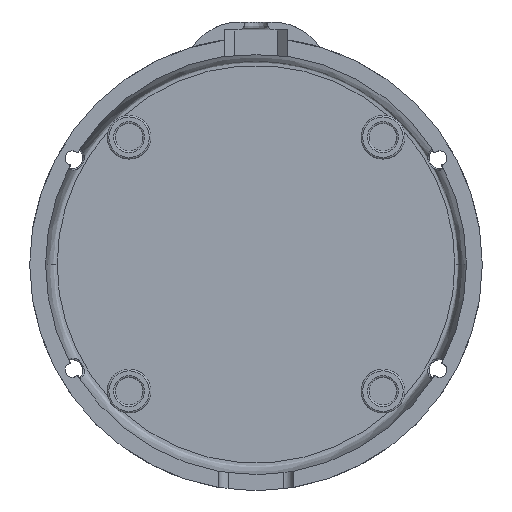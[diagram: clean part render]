
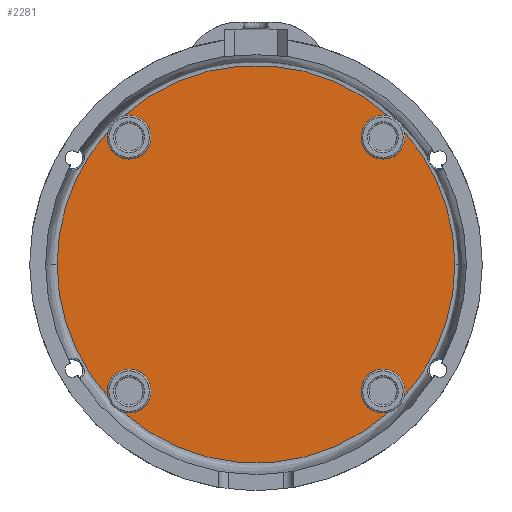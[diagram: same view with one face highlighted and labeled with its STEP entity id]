
A CAD part, top view. The second image highlights one B-rep face of the part: STEP entity #2281.
In plain terms, the highlighted planar face has unit normal (0, 0, 1).
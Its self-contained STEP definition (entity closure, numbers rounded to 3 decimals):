
#146=PLANE('',#2492);
#301=FACE_OUTER_BOUND('',#442,.T.);
#442=EDGE_LOOP('',(#2066,#2067,#2068,#2069,#2070,#2071,#2072,#2073,#2074,
#2075,#2076,#2077,#2078,#2079));
#643=CIRCLE('',#2304,25.06);
#645=CIRCLE('',#2306,25.06);
#647=CIRCLE('',#2308,25.06);
#665=CIRCLE('',#2329,25.06);
#667=CIRCLE('',#2331,25.06);
#669=CIRCLE('',#2333,25.06);
#722=CIRCLE('',#2427,2.75);
#725=CIRCLE('',#2430,2.75);
#731=CIRCLE('',#2439,2.75);
#734=CIRCLE('',#2442,2.75);
#740=CIRCLE('',#2451,2.75);
#743=CIRCLE('',#2454,2.75);
#749=CIRCLE('',#2463,2.75);
#752=CIRCLE('',#2466,2.75);
#784=VERTEX_POINT('',#3605);
#785=VERTEX_POINT('',#3619);
#786=VERTEX_POINT('',#3621);
#787=VERTEX_POINT('',#3623);
#788=VERTEX_POINT('',#3625);
#789=VERTEX_POINT('',#3627);
#864=VERTEX_POINT('',#5568);
#865=VERTEX_POINT('',#5570);
#866=VERTEX_POINT('',#5572);
#867=VERTEX_POINT('',#5574);
#975=VERTEX_POINT('',#12217);
#980=VERTEX_POINT('',#12235);
#985=VERTEX_POINT('',#12253);
#990=VERTEX_POINT('',#12271);
#1022=EDGE_CURVE('',#785,#784,#643,.T.);
#1024=EDGE_CURVE('',#787,#786,#645,.T.);
#1026=EDGE_CURVE('',#789,#788,#647,.T.);
#1113=EDGE_CURVE('',#864,#789,#665,.T.);
#1115=EDGE_CURVE('',#866,#865,#667,.T.);
#1117=EDGE_CURVE('',#784,#867,#669,.T.);
#1314=EDGE_CURVE('',#865,#975,#722,.T.);
#1317=EDGE_CURVE('',#975,#864,#725,.T.);
#1324=EDGE_CURVE('',#867,#980,#731,.T.);
#1327=EDGE_CURVE('',#980,#866,#734,.T.);
#1334=EDGE_CURVE('',#788,#985,#740,.T.);
#1337=EDGE_CURVE('',#985,#787,#743,.T.);
#1344=EDGE_CURVE('',#786,#990,#749,.T.);
#1347=EDGE_CURVE('',#990,#785,#752,.T.);
#2066=ORIENTED_EDGE('',*,*,#1324,.T.);
#2067=ORIENTED_EDGE('',*,*,#1327,.T.);
#2068=ORIENTED_EDGE('',*,*,#1115,.T.);
#2069=ORIENTED_EDGE('',*,*,#1314,.T.);
#2070=ORIENTED_EDGE('',*,*,#1317,.T.);
#2071=ORIENTED_EDGE('',*,*,#1113,.T.);
#2072=ORIENTED_EDGE('',*,*,#1026,.T.);
#2073=ORIENTED_EDGE('',*,*,#1334,.T.);
#2074=ORIENTED_EDGE('',*,*,#1337,.T.);
#2075=ORIENTED_EDGE('',*,*,#1024,.T.);
#2076=ORIENTED_EDGE('',*,*,#1344,.T.);
#2077=ORIENTED_EDGE('',*,*,#1347,.T.);
#2078=ORIENTED_EDGE('',*,*,#1022,.T.);
#2079=ORIENTED_EDGE('',*,*,#1117,.T.);
#2281=ADVANCED_FACE('',(#301),#146,.T.);
#2304=AXIS2_PLACEMENT_3D('',#3620,#2507,#2508);
#2306=AXIS2_PLACEMENT_3D('',#3624,#2511,#2512);
#2308=AXIS2_PLACEMENT_3D('',#3628,#2515,#2516);
#2329=AXIS2_PLACEMENT_3D('',#5569,#2559,#2560);
#2331=AXIS2_PLACEMENT_3D('',#5573,#2563,#2564);
#2333=AXIS2_PLACEMENT_3D('',#5576,#2567,#2568);
#2427=AXIS2_PLACEMENT_3D('',#12219,#2783,#2784);
#2430=AXIS2_PLACEMENT_3D('',#12222,#2789,#2790);
#2439=AXIS2_PLACEMENT_3D('',#12237,#2808,#2809);
#2442=AXIS2_PLACEMENT_3D('',#12240,#2814,#2815);
#2451=AXIS2_PLACEMENT_3D('',#12255,#2833,#2834);
#2454=AXIS2_PLACEMENT_3D('',#12258,#2839,#2840);
#2463=AXIS2_PLACEMENT_3D('',#12273,#2858,#2859);
#2466=AXIS2_PLACEMENT_3D('',#12276,#2864,#2865);
#2492=AXIS2_PLACEMENT_3D('',#12314,#2920,#2921);
#2507=DIRECTION('center_axis',(0.,0.,
1.));
#2508=DIRECTION('ref_axis',(-1.,0.,0.));
#2511=DIRECTION('center_axis',(0.,0.,
1.));
#2512=DIRECTION('ref_axis',(-0.668,0.744,0.));
#2515=DIRECTION('center_axis',(0.,0.,
1.));
#2516=DIRECTION('ref_axis',(0.744,0.668,0.));
#2559=DIRECTION('center_axis',(0.,0.,
1.));
#2560=DIRECTION('ref_axis',(1.,0.,0.));
#2563=DIRECTION('center_axis',(0.,0.,
1.));
#2564=DIRECTION('ref_axis',(0.668,-0.744,0.));
#2567=DIRECTION('center_axis',(0.,0.,
1.));
#2568=DIRECTION('ref_axis',(-0.744,-0.668,0.));
#2783=DIRECTION('center_axis',(0.,0.,-1.));
#2784=DIRECTION('ref_axis',(-1.,0.,0.));
#2789=DIRECTION('center_axis',(0.,0.,-1.));
#2790=DIRECTION('ref_axis',(-1.,0.,0.));
#2808=DIRECTION('center_axis',(0.,0.,-1.));
#2809=DIRECTION('ref_axis',(-1.,0.,0.));
#2814=DIRECTION('center_axis',(0.,0.,-1.));
#2815=DIRECTION('ref_axis',(-1.,0.,0.));
#2833=DIRECTION('center_axis',(0.,0.,-1.));
#2834=DIRECTION('ref_axis',(-1.,0.,0.));
#2839=DIRECTION('center_axis',(0.,0.,-1.));
#2840=DIRECTION('ref_axis',(-1.,0.,0.));
#2858=DIRECTION('center_axis',(0.,0.,-1.));
#2859=DIRECTION('ref_axis',(-1.,0.,0.));
#2864=DIRECTION('center_axis',(0.,0.,-1.));
#2865=DIRECTION('ref_axis',(-1.,0.,0.));
#2920=DIRECTION('center_axis',(0.,0.,1.));
#2921=DIRECTION('ref_axis',(1.,0.,0.));
#3605=CARTESIAN_POINT('',(-25.06,0.,2.));
#3619=CARTESIAN_POINT('',(-18.648,16.74,2.));
#3620=CARTESIAN_POINT('Origin',(0.,0.,
2.));
#3621=CARTESIAN_POINT('',(-16.74,18.648,2.));
#3623=CARTESIAN_POINT('',(16.74,18.648,2.));
#3624=CARTESIAN_POINT('Origin',(0.,0.,
2.));
#3625=CARTESIAN_POINT('',(18.648,16.74,2.));
#3627=CARTESIAN_POINT('',(25.06,0.,2.));
#3628=CARTESIAN_POINT('Origin',(0.,0.,
2.));
#5568=CARTESIAN_POINT('',(18.648,-16.74,2.));
#5569=CARTESIAN_POINT('Origin',(0.,0.,
2.));
#5570=CARTESIAN_POINT('',(16.74,-18.648,2.));
#5572=CARTESIAN_POINT('',(-16.74,-18.648,2.));
#5573=CARTESIAN_POINT('Origin',(0.,0.,
2.));
#5574=CARTESIAN_POINT('',(-18.648,-16.74,2.));
#5576=CARTESIAN_POINT('Origin',(0.,0.,
2.));
#12217=CARTESIAN_POINT('',(18.75,-16.,2.));
#12219=CARTESIAN_POINT('Origin',(16.,-16.,2.));
#12222=CARTESIAN_POINT('Origin',(16.,-16.,2.));
#12235=CARTESIAN_POINT('',(-13.25,-16.,2.));
#12237=CARTESIAN_POINT('Origin',(-16.,-16.,2.));
#12240=CARTESIAN_POINT('Origin',(-16.,-16.,2.));
#12253=CARTESIAN_POINT('',(18.75,16.,2.));
#12255=CARTESIAN_POINT('Origin',(16.,16.,2.));
#12258=CARTESIAN_POINT('Origin',(16.,16.,2.));
#12271=CARTESIAN_POINT('',(-13.25,16.,2.));
#12273=CARTESIAN_POINT('Origin',(-16.,16.,2.));
#12276=CARTESIAN_POINT('Origin',(-16.,16.,2.));
#12314=CARTESIAN_POINT('Origin',(0.,0.,2.));
